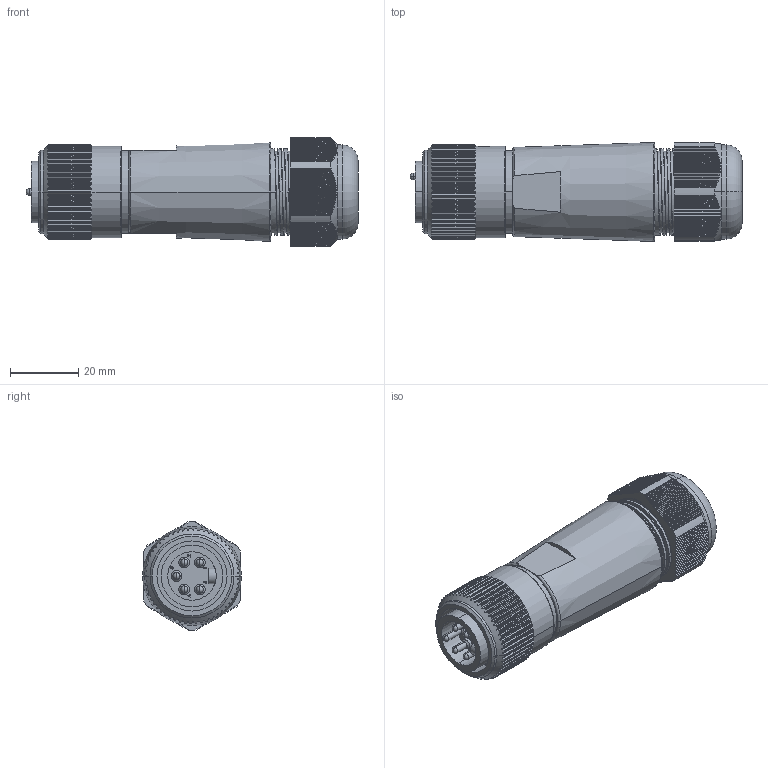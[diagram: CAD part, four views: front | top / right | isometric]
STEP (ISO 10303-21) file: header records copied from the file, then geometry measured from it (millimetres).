
FILE_DESCRIPTION (( 'STEP AP214' ), '1' );
FILE_NAME ('ZP-S1-5MP-FWX.step', '2016-03-08T22:14:15', ( '' ), ( '' ), 'SwSTEP 2.0', 'SolidWorks 2015', '' );
FILE_SCHEMA (( 'AUTOMOTIVE_DESIGN' ));
Length unit declared in the file: millimetre
Products named in the file (1): ZP-S1-5MP-FWX
Bounding box: 97.55 x 29.06 x 31.9 mm (x, y, z)
Volume: 49660.2 mm3; surface area: 17072.3 mm2
Topology: 9 solids, 9 shells, 913 faces, 2617 edges, 1728 vertices
Faces by surface type: plane 521, cylinder 314, bspline 35, cone 20, torus 13, sphere 10
Entity records: 36286 total; most frequent: CARTESIAN_POINT 14371, ORIENTED_EDGE 5194, DIRECTION 3569, EDGE_CURVE 2597, VERTEX_POINT 1718, VECTOR 1263, LINE 1263, AXIS2_PLACEMENT_3D 1153
